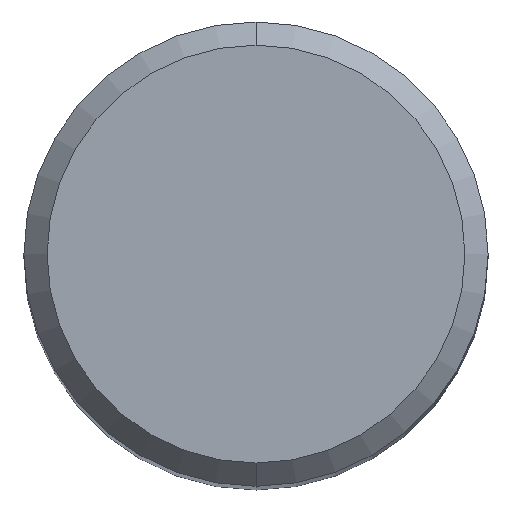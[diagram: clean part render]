
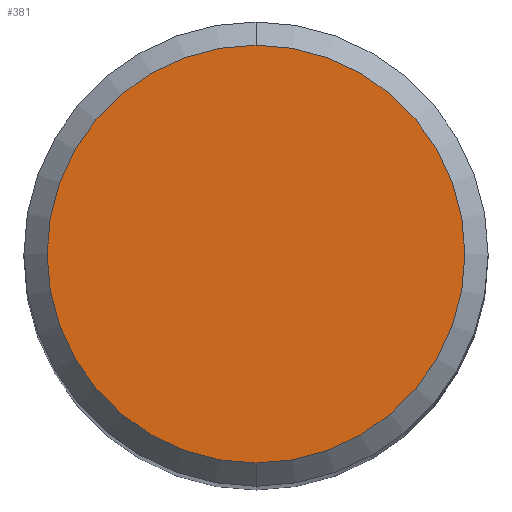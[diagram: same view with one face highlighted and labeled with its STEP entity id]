
A CAD part, top view. The second image highlights one B-rep face of the part: STEP entity #381.
In plain terms, the highlighted planar face has unit normal (0, 0, 1).
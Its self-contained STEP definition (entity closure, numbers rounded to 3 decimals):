
#181=VERTEX_POINT('',#481);
#229=EDGE_CURVE('',#181,#439,#532,.T.);
#305=EDGE_CURVE('',#439,#181,#616,.T.);
#381=ADVANCED_FACE('',(#698),#699,.T.);
#439=VERTEX_POINT('',#765);
#481=CARTESIAN_POINT('',(0.0,3.6,0.0));
#532=CIRCLE('',#923,3.6);
#616=CIRCLE('',#1058,3.6);
#698=FACE_OUTER_BOUND('',#1231,.T.);
#699=PLANE('',#1232);
#765=CARTESIAN_POINT('',(0.,-3.6,0.0));
#923=AXIS2_PLACEMENT_3D('',#1469,#1470,#1471);
#1058=AXIS2_PLACEMENT_3D('',#1573,#1574,#1575);
#1231=EDGE_LOOP('',(#1660,#1661));
#1232=AXIS2_PLACEMENT_3D('',#1662,#1663,#1664);
#1469=CARTESIAN_POINT('',(0.0,0.0,0.0));
#1470=DIRECTION('',(0.0,0.0,-1.0));
#1471=DIRECTION('',(0.0,1.0,0.0));
#1573=CARTESIAN_POINT('',(0.0,0.0,0.0));
#1574=DIRECTION('',(0.0,0.0,-1.0));
#1575=DIRECTION('',(0.0,1.0,0.0));
#1660=ORIENTED_EDGE('',*,*,#229,.F.);
#1661=ORIENTED_EDGE('',*,*,#305,.F.);
#1662=CARTESIAN_POINT('',(0.0,1.8,0.0));
#1663=DIRECTION('',(-0.0,0.0,1.0));
#1664=DIRECTION('',(0.0,-1.0,0.0));
